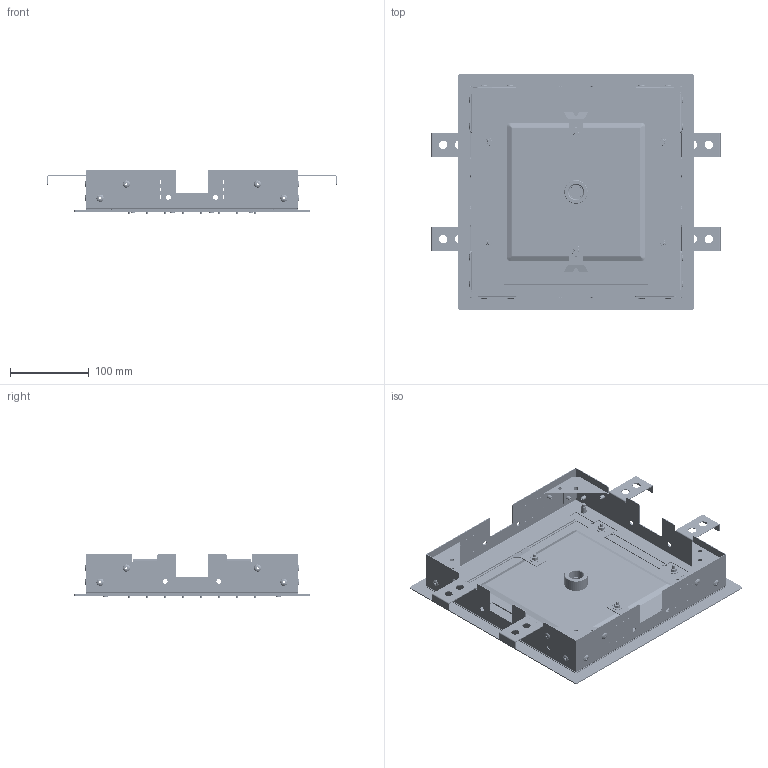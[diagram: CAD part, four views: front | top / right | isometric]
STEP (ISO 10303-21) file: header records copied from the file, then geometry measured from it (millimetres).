
FILE_DESCRIPTION(('STEP AP214'),'1');
FILE_NAME('Art.64021.stp','2023-06-12T05:35:19',(' '),(' '),'Spatial InterOp 3D',' ',' ');
FILE_SCHEMA(('AUTOMOTIVE_DESIGN { 1 0 10303 214 1 1 1 1 }'));
Length unit declared in the file: millimetre
Products named in the file (197): S.00317; ASSEM1; GrR; 21656; 21657RT; S.00104; 21657; 21658; Art.64021; S.00340; S.00207; S.00110; 21258; T.00320a; 21661; 21660; T.RA063; 21346; T.RA141; 24320; P.00100; M_1180; 21395
Assembly tree (292 placements, depth 5):
  Art.64021
    21657RT
      GrR  x4
        S.00317
          ASSEM1
          S.00317
        21656
      S.00104  x4
        ASSEM1
        (unnamed)
        S.00104
      21657  x2
      21658  x2
    S.00340  x6
      ASSEM1
      (unnamed)
      (unnamed)
      (unnamed)
      (unnamed)
      (unnamed)
      (unnamed)
      (unnamed)
      (unnamed)
      S.00340
    S.00207  x6
      ASSEM1
      S.00207
    S.00110  x6
    21258  x2
    T.00320a  x2
      ASSEM1
      (unnamed)
      (unnamed)
      (unnamed)
      (unnamed)
      (unnamed)
      (unnamed)
      (unnamed)
      (unnamed)
      (unnamed)
      (unnamed)
      (unnamed)
      (unnamed)
      (unnamed)
      T.00320a
    21661  x2
    21660  x2
    T.RA063  x4
      ASSEM1
      T.RA063
    21346
      ASSEM1
      (unnamed)
      (unnamed)
      (unnamed)
      (unnamed)
      (unnamed)
      (unnamed)
      (unnamed)
      (unnamed)
Bounding box: 368 x 300 x 56.3 mm (x, y, z)
Volume: 373224.7 mm3; surface area: 652387.7 mm2
Topology: 126 solids, 126 shells, 3125 faces, 7648 edges, 4959 vertices
Faces by surface type: cylinder 1065, plane 1059, torus 793, cone 104, sphere 80, bspline 24
Full cylindrical faces by diameter (mm): 0.4 x6, 1.5 x64, 1.7 x64, 2.6 x16, 3.1 x64, 3.3 x70, 4 x6, 4.2 x4, 4.4 x6, 4.6 x6, 4.8 x16, 5 x136, 5.2 x40, 6 x20, 6.2 x12, 6.4 x8, 6.9 x4, 7 x4, 8 x8, 8.2 x4, 9.8 x8, 10 x68, 10.2 x4, 10.5 x8, 12 x6, 14 x1, 16.4 x1, 18.631 x2, 28 x1, 28.2 x1
Entity records: 41393 total; most frequent: DIRECTION 4930, CARTESIAN_POINT 4290, ORIENTED_EDGE 3294, AXIS2_PLACEMENT_3D 2037, EDGE_CURVE 1647, EDGE_LOOP 1408, VERTEX_POINT 1197, FACE_OUTER_BOUND 990
